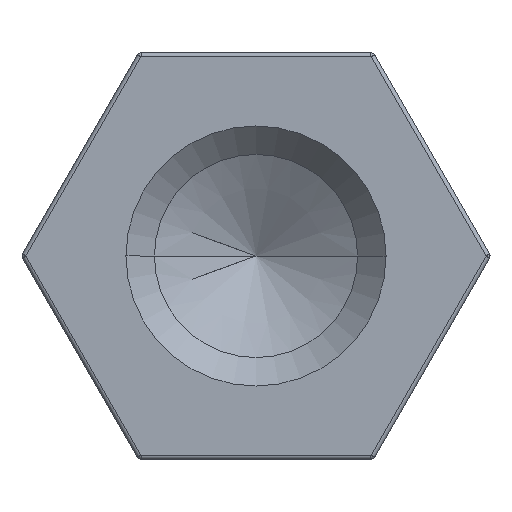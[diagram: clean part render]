
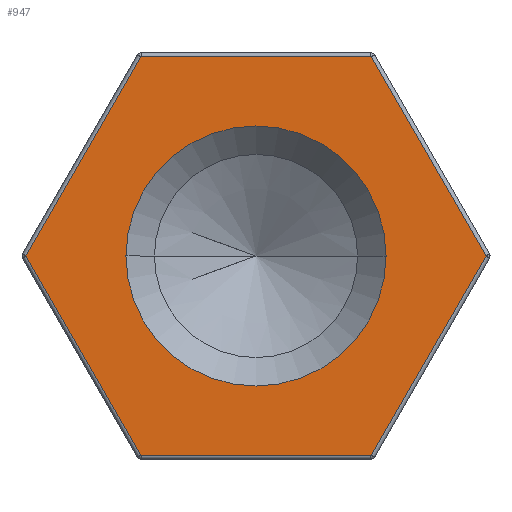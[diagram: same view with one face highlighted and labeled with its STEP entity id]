
A CAD part, left-side view. The second image highlights one B-rep face of the part: STEP entity #947.
In plain terms, the highlighted planar face has unit normal (-1, 0, 0).
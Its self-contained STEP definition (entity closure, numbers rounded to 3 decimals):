
#28 = DIRECTION ( 'NONE',  ( 0., 1., 0. ) ) ;
#36 = CARTESIAN_POINT ( 'NONE',  ( 0., 5.658, 0. ) ) ;
#49 = CARTESIAN_POINT ( 'NONE',  ( 0., 0., 0. ) ) ;
#87 = AXIS2_PLACEMENT_3D ( 'NONE', #859, #845, #841 ) ;
#99 = DIRECTION ( 'NONE',  ( 0., -1., 0. ) ) ;
#102 = AXIS2_PLACEMENT_3D ( 'NONE', #49, #250, #28 ) ;
#106 = EDGE_CURVE ( 'NONE', #832, #761, #646, .T. ) ;
#113 = CARTESIAN_POINT ( 'NONE',  ( 0., 0., -4.9 ) ) ;
#121 = VERTEX_POINT ( 'NONE', #452 ) ;
#155 = EDGE_CURVE ( 'NONE', #166, #121, #689, .T. ) ;
#166 = VERTEX_POINT ( 'NONE', #744 ) ;
#175 = EDGE_CURVE ( 'NONE', #761, #832, #1108, .T. ) ;
#184 = VERTEX_POINT ( 'NONE', #503 ) ;
#206 = LINE ( 'NONE', #674, #829 ) ;
#212 = EDGE_LOOP ( 'NONE', ( #1018, #1247, #558, #819, #1132, #410 ) ) ;
#236 = EDGE_CURVE ( 'NONE', #184, #166, #892, .T. ) ;
#242 = EDGE_CURVE ( 'NONE', #578, #422, #1316, .T. ) ;
#245 = EDGE_CURVE ( 'NONE', #422, #184, #305, .T. ) ;
#247 = EDGE_CURVE ( 'NONE', #121, #1174, #1306, .T. ) ;
#248 = EDGE_CURVE ( 'NONE', #1174, #578, #206, .T. ) ;
#250 = DIRECTION ( 'NONE',  ( 1., 0., 0. ) ) ;
#305 = LINE ( 'NONE', #1102, #606 ) ;
#410 = ORIENTED_EDGE ( 'NONE', *, *, #155, .T. ) ;
#422 = VERTEX_POINT ( 'NONE', #36 ) ;
#452 = CARTESIAN_POINT ( 'NONE',  ( 0., -5.658, 0. ) ) ;
#503 = CARTESIAN_POINT ( 'NONE',  ( 0., 2.829, -4.9 ) ) ;
#558 = ORIENTED_EDGE ( 'NONE', *, *, #242, .T. ) ;
#578 = VERTEX_POINT ( 'NONE', #1383 ) ;
#590 = FACE_OUTER_BOUND ( 'NONE', #212, .T. ) ;
#606 = VECTOR ( 'NONE', #906, 1000. ) ;
#615 = CARTESIAN_POINT ( 'NONE',  ( 0., -3.2, 0. ) ) ;
#627 = DIRECTION ( 'NONE',  ( 1., 0., 0. ) ) ;
#637 = VECTOR ( 'NONE', #99, 1000. ) ;
#646 = CIRCLE ( 'NONE', #102, 3.2 ) ;
#655 = DIRECTION ( 'NONE',  ( 0., 1., 0. ) ) ;
#663 = CARTESIAN_POINT ( 'NONE',  ( 0., -4.244, 2.45 ) ) ;
#674 = CARTESIAN_POINT ( 'NONE',  ( 0., 0., 4.9 ) ) ;
#683 = ORIENTED_EDGE ( 'NONE', *, *, #175, .T. ) ;
#689 = LINE ( 'NONE', #750, #1352 ) ;
#708 = DIRECTION ( 'NONE',  ( 0., 0.5, 0.866 ) ) ;
#739 = DIRECTION ( 'NONE',  ( 0., -0.5, 0.866 ) ) ;
#744 = CARTESIAN_POINT ( 'NONE',  ( 0., -2.829, -4.9 ) ) ;
#750 = CARTESIAN_POINT ( 'NONE',  ( 0., -4.244, -2.45 ) ) ;
#761 = VERTEX_POINT ( 'NONE', #1144 ) ;
#819 = ORIENTED_EDGE ( 'NONE', *, *, #245, .T. ) ;
#821 = PLANE ( 'NONE',  #975 ) ;
#829 = VECTOR ( 'NONE', #655, 1000. ) ;
#832 = VERTEX_POINT ( 'NONE', #615 ) ;
#841 = DIRECTION ( 'NONE',  ( 0., 1., 0. ) ) ;
#845 = DIRECTION ( 'NONE',  ( 1., 0., 0. ) ) ;
#859 = CARTESIAN_POINT ( 'NONE',  ( 0., 0., 0. ) ) ;
#892 = LINE ( 'NONE', #113, #637 ) ;
#905 = DIRECTION ( 'NONE',  ( 0., 1., 0. ) ) ;
#906 = DIRECTION ( 'NONE',  ( 0., -0.5, -0.866 ) ) ;
#931 = CARTESIAN_POINT ( 'NONE',  ( 0., -2.829, 4.9 ) ) ;
#947 = ADVANCED_FACE ( 'NONE', ( #590, #967 ), #821, .F. ) ;
#967 = FACE_BOUND ( 'NONE', #1210, .T. ) ;
#975 = AXIS2_PLACEMENT_3D ( 'NONE', #1248, #627, #905 ) ;
#1018 = ORIENTED_EDGE ( 'NONE', *, *, #247, .T. ) ;
#1085 = VECTOR ( 'NONE', #1313, 1000. ) ;
#1091 = CARTESIAN_POINT ( 'NONE',  ( 0., 4.244, 2.45 ) ) ;
#1102 = CARTESIAN_POINT ( 'NONE',  ( 0., 4.244, -2.45 ) ) ;
#1108 = CIRCLE ( 'NONE', #87, 3.2 ) ;
#1132 = ORIENTED_EDGE ( 'NONE', *, *, #236, .T. ) ;
#1144 = CARTESIAN_POINT ( 'NONE',  ( 0., 3.2, 0. ) ) ;
#1153 = ORIENTED_EDGE ( 'NONE', *, *, #106, .T. ) ;
#1174 = VERTEX_POINT ( 'NONE', #931 ) ;
#1210 = EDGE_LOOP ( 'NONE', ( #683, #1153 ) ) ;
#1247 = ORIENTED_EDGE ( 'NONE', *, *, #248, .T. ) ;
#1248 = CARTESIAN_POINT ( 'NONE',  ( 0., 0., 0. ) ) ;
#1277 = VECTOR ( 'NONE', #708, 1000. ) ;
#1306 = LINE ( 'NONE', #663, #1277 ) ;
#1313 = DIRECTION ( 'NONE',  ( 0., 0.5, -0.866 ) ) ;
#1316 = LINE ( 'NONE', #1091, #1085 ) ;
#1352 = VECTOR ( 'NONE', #739, 1000. ) ;
#1383 = CARTESIAN_POINT ( 'NONE',  ( 0., 2.829, 4.9 ) ) ;
